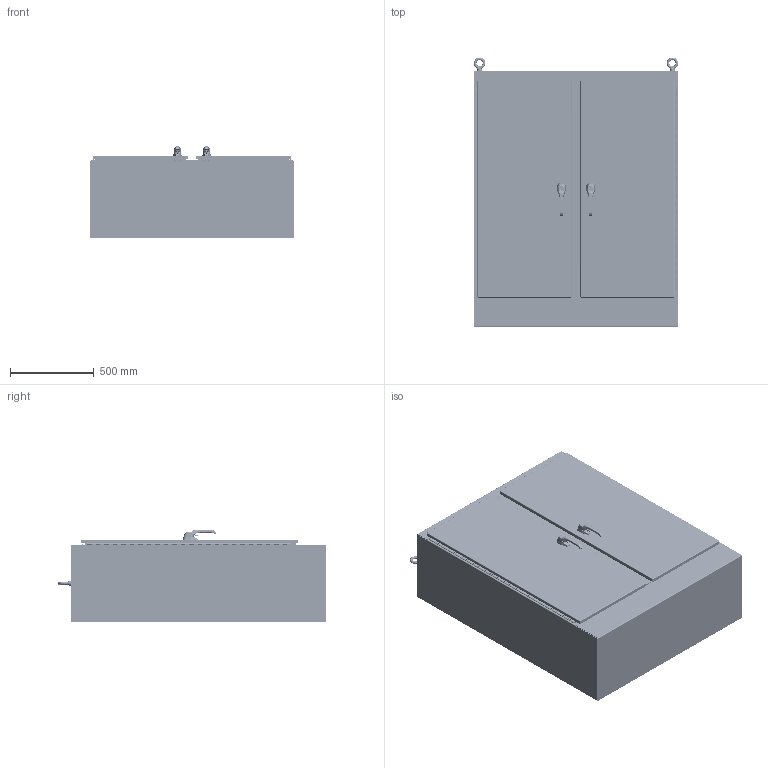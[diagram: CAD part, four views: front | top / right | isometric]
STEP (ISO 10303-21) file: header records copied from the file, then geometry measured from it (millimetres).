
FILE_DESCRIPTION (( 'STEP AP214' ), '1' );
FILE_NAME ('WA604818SSFSDN43PT.STEP', '2016-02-15T20:36:33', ( '' ), ( '' ), 'SwSTEP 2.0', 'SolidWorks 2014', '' );
FILE_SCHEMA (( 'AUTOMOTIVE_DESIGN' ));
Length unit declared in the file: inch
Products named in the file (63): 1225-05; WA60SSFSDN43PTMLR; 1091-BR11_AF0; 1000-02; HFW372182; SUPPORT-ROLL_AF0; 1000-277-01; HFW316325; PLASTIC-ROLLER-CAM_AF0_ASM; DIN985_M10; HFW303116; LOCK-NUT_AF0; D125B_10_5; HFW303115; 7379-M6-8X25_AF0; 1091-76; 38846; PLASTIC-ROLLER-CAM_AF1; 2100-11; WA6018SSFSDN43PTRS; 1091-903_AF0; DIN3771_16X2_5; WA18SSFSDN43PTLEA; 349131; 1091-903_AF0_2; 1091-75; WA4818SSFSDN43PTBTM; WA48SSFSDN43PTSTFNR; 1091-903_AF0_1; 1091-B11_ASM; WA4818SSFSDN43PTTOP; FUN00132_17.75(_DQ); HFW369101; 1091-74-01; WA6048SSFSDN43PTFB; 316298; HFW31233; 1091-74-03; HFW3026; HFW31234 ...
Assembly tree (114 placements, depth 6):
  WA604818SSFSDN43PT
    WA6048SSFSDN43PTFB
    WA4818SSFSDN43PTTOP
    WA4818SSFSDN43PTBTM
    WA18SSFSDN43PTLEA  x2
    WA6018SSFSDN43PTRS
    38846  x2
    HFW303115  x2
    HFW303116  x2
    HFW316325  x2
    HFW372182  x8
    WA60SSFSDN43PTMLR
    WA60SSFSDN43PTRML
    328131-48
      328131T-48
      328131-48
      328131P-48
    328131-48_1
      328131T-48
      328131-48
      328131P-48
    WA6048SSFSDN43PTRDRASSM
      WA6048SSFSDN43PTRDR
      HFW31234  x2
      HFW31233  x2
      HFW369101  x4
      SS_LARGE_DOOR_ROD_ASSM-37028
        HFW31712
          1091-903_AF0
            1091-903_AF0_1
            1091-903_AF0_2
          PLASTIC-ROLLER-CAM_AF0_ASM
            PLASTIC-ROLLER-CAM_AF1
            7379-M6-8X25_AF0
            LOCK-NUT_AF0
          SUPPORT-ROLL_AF0
          1091-BR11_AF0
        37028  x2
        30254  x2
        HFW3762  x4
        31230  x2
        3862  x2
      HFW32451
        1091-73
        1091-B11_ASM
          1091-74-03
          1091-74-01
        1091-75
        DIN3771_16X2_5
        2100-11
        1091-76
        D125B_10_5
        DIN985_M10
        1000-277-01  x2
        1000-02
        1225-05
        SPACER
      38846
      WA6048SSFSDN43PTFIP
    WA6048SSFSDN43PTLDRASSM
Bounding box: 1222.38 x 1606.49 x 547.15 mm (x, y, z)
Volume: 25044753.6 mm3; surface area: 16122381.3 mm2
Topology: 133 solids, 135 shells, 6856 faces, 17264 edges, 10414 vertices
Faces by surface type: cylinder 2630, plane 2530, torus 738, bspline 416, cone 344, sphere 198
Entity records: 128227 total; most frequent: CARTESIAN_POINT 43651, DIRECTION 15431, ORIENTED_EDGE 14718, EDGE_CURVE 7407, AXIS2_PLACEMENT_3D 5780, VERTEX_POINT 4546, LINE 3871, VECTOR 3871
